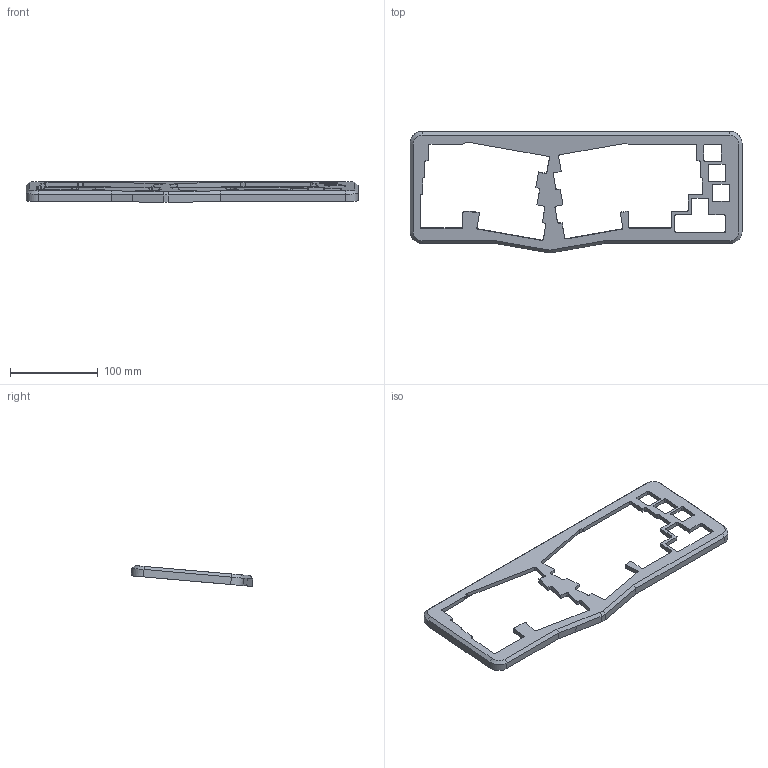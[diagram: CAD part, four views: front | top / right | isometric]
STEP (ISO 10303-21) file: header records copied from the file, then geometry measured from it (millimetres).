
FILE_DESCRIPTION(/* description */ (''),/* implementation_level */ '2;1');
FILE_NAME(/* name */ 'top.step',/* time_stamp */ '2020-05-08T10:16:38-07:00',/* author */ (''),/* organization */ (''),/* preprocessor_version */ 'ST-DEVELOPER v18.1',/* originating_system */ 'Autodesk Translation Framework v9.2.0.1227',/* authorisation */ '');
FILE_SCHEMA (('AUTOMOTIVE_DESIGN { 1 0 10303 214 3 1 1 }'));
Length unit declared in the file: millimetre
Products named in the file (1): top
Bounding box: 378.99 x 138.94 x 23.74 mm (x, y, z)
Volume: 135640.4 mm3; surface area: 62719.7 mm2
Topology: 1 solids, 1 shells, 381 faces, 1066 edges, 713 vertices
Faces by surface type: plane 202, cylinder 170, cone 9
Full cylindrical faces by diameter (mm): 2.529 x16, 5 x8
Entity records: 12422 total; most frequent: DIRECTION 2203, CARTESIAN_POINT 2165, ORIENTED_EDGE 2132, EDGE_CURVE 1066, AXIS2_PLACEMENT_3D 757, VERTEX_POINT 713, LINE 689, VECTOR 689
